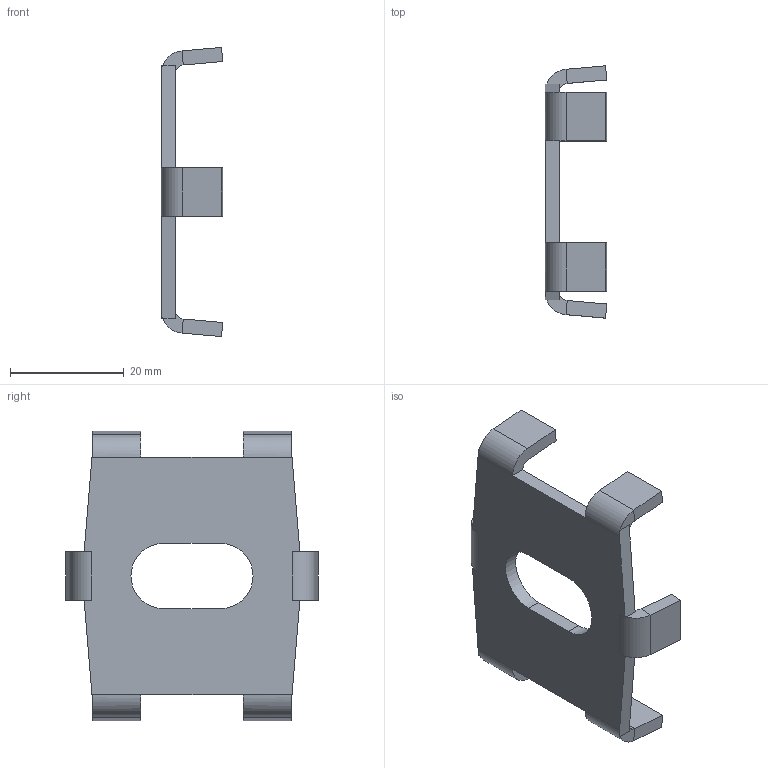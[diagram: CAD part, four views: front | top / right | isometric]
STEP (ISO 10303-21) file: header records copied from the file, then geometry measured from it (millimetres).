
FILE_DESCRIPTION (( 'STEP AP203' ), '1' );
FILE_NAME ('54C009.STEP', '2023-11-03T15:03:39', ( '' ), ( '' ), 'SwSTEP 2.0', 'SolidWorks 2023', '' );
FILE_SCHEMA (( 'CONFIG_CONTROL_DESIGN' ));
Length unit declared in the file: millimetre
Products named in the file (1): 54C009
Bounding box: 10.82 x 44.44 x 50.94 mm (x, y, z)
Volume: 4655.9 mm3; surface area: 4569.1 mm2
Topology: 1 solids, 1 shells, 70 faces, 172 edges, 104 vertices
Faces by surface type: plane 56, cylinder 14
Entity records: 2097 total; most frequent: DIRECTION 350, CARTESIAN_POINT 347, ORIENTED_EDGE 344, EDGE_CURVE 172, VECTOR 136, LINE 136, AXIS2_PLACEMENT_3D 107, VERTEX_POINT 104
